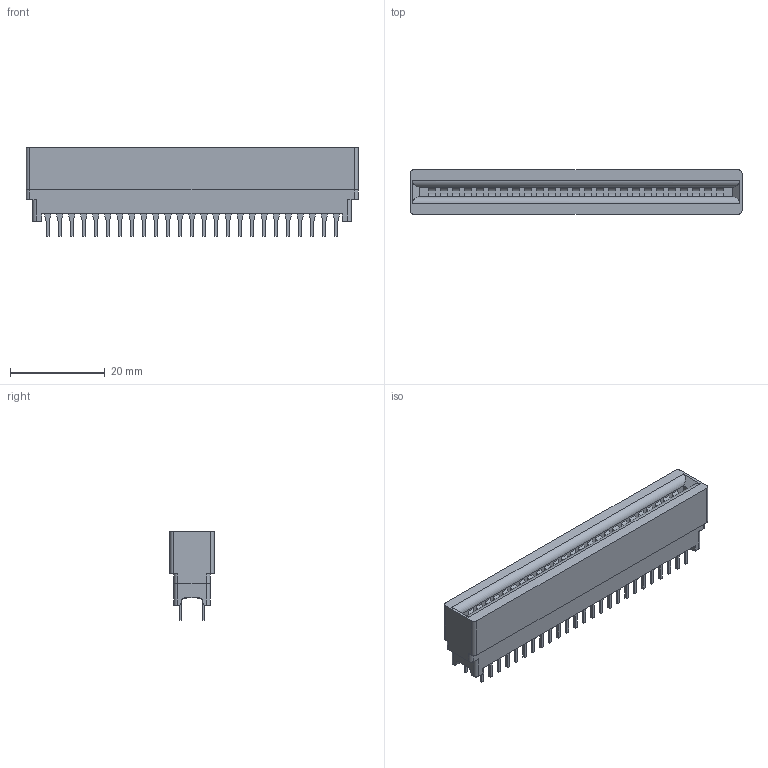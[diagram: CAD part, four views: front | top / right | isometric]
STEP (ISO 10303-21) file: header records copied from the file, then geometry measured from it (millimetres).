
FILE_DESCRIPTION(/* description */ (''),/* implementation_level */ '2;1');
FILE_NAME(/* name */ 'CONN50_5530843-5-TEC v1.step',/* time_stamp */ '2024-02-26T16:51:18-05:00',/* author */ (''),/* organization */ (''),/* preprocessor_version */ 'ST-DEVELOPER v20',/* originating_system */ 'Autodesk Translation Framework v12.14.0.127',/* authorisation */ '');
FILE_SCHEMA (('AUTOMOTIVE_DESIGN { 1 0 10303 214 3 1 1 }'));
Length unit declared in the file: millimetre
Products named in the file (1): CONN50_5530843-5-TEC
Bounding box: 70.1 x 9.35 x 18.67 mm (x, y, z)
Volume: 7616.2 mm3; surface area: 5154.7 mm2
Topology: 1 solids, 1 shells, 588 faces, 1445 edges, 962 vertices
Faces by surface type: plane 520, cylinder 68
Entity records: 17547 total; most frequent: CARTESIAN_POINT 2996, ORIENTED_EDGE 2890, DIRECTION 2759, EDGE_CURVE 1445, LINE 1309, VECTOR 1309, VERTEX_POINT 962, AXIS2_PLACEMENT_3D 725
